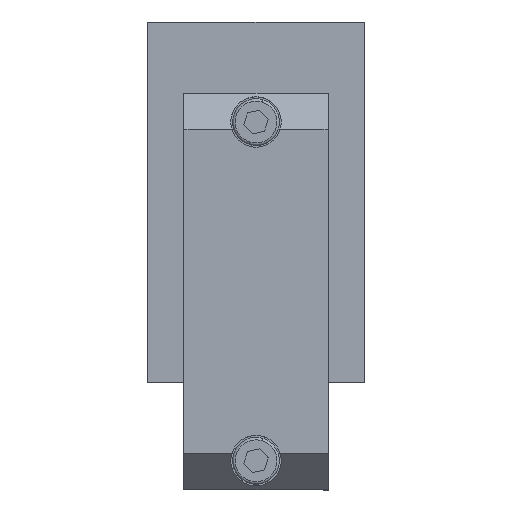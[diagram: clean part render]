
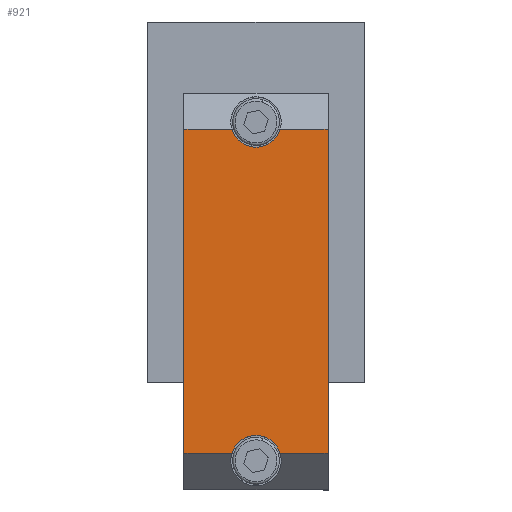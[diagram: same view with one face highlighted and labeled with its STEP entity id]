
A CAD part, top view. The second image highlights one B-rep face of the part: STEP entity #921.
In plain terms, the highlighted planar face has unit normal (0, 0, 1).
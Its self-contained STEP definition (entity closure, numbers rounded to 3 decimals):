
#62 = DIRECTION ( 'NONE',  ( 0., 0., -1. ) ) ;
#195 = AXIS2_PLACEMENT_3D ( 'NONE', #11804, #2423, #491 ) ;
#326 = LINE ( 'NONE', #2443, #13363 ) ;
#358 = EDGE_CURVE ( 'NONE', #8914, #2589, #6631, .T. ) ;
#491 = DIRECTION ( 'NONE',  ( 1., 0., 0. ) ) ;
#495 = ORIENTED_EDGE ( 'NONE', *, *, #5023, .F. ) ;
#553 = DIRECTION ( 'NONE',  ( 1., 0., 0. ) ) ;
#687 = AXIS2_PLACEMENT_3D ( 'NONE', #9393, #62, #4193 ) ;
#904 = CARTESIAN_POINT ( 'NONE',  ( -20., 80., 198.083 ) ) ;
#921 = ADVANCED_FACE ( 'NONE', ( #6229 ), #5203, .F. ) ;
#1182 = CARTESIAN_POINT ( 'NONE',  ( 0., 72., 198.083 ) ) ;
#1360 = EDGE_CURVE ( 'NONE', #8914, #12974, #4877, .T. ) ;
#1603 = AXIS2_PLACEMENT_3D ( 'NONE', #1182, #8403, #3148 ) ;
#1623 = DIRECTION ( 'NONE',  ( -1., 0., 0. ) ) ;
#1748 = VERTEX_POINT ( 'NONE', #8841 ) ;
#1769 = VECTOR ( 'NONE', #553, 1000. ) ;
#2038 = ORIENTED_EDGE ( 'NONE', *, *, #7462, .T. ) ;
#2084 = CARTESIAN_POINT ( 'NONE',  ( -6.708, -20., 198.083 ) ) ;
#2231 = VERTEX_POINT ( 'NONE', #7794 ) ;
#2423 = DIRECTION ( 'NONE',  ( 0., 0., 1. ) ) ;
#2443 = CARTESIAN_POINT ( 'NONE',  ( 20., -20., 198.083 ) ) ;
#2566 = CARTESIAN_POINT ( 'NONE',  ( 20., -20., 198.083 ) ) ;
#2589 = VERTEX_POINT ( 'NONE', #10166 ) ;
#2665 = LINE ( 'NONE', #5803, #5165 ) ;
#2698 = VERTEX_POINT ( 'NONE', #5937 ) ;
#3148 = DIRECTION ( 'NONE',  ( 1., 0., 0. ) ) ;
#3323 = CARTESIAN_POINT ( 'NONE',  ( 20., 70., 198.083 ) ) ;
#3589 = LINE ( 'NONE', #2566, #1769 ) ;
#4193 = DIRECTION ( 'NONE',  ( 0., 1., 0. ) ) ;
#4212 = DIRECTION ( 'NONE',  ( -1., 0., 0. ) ) ;
#4411 = ORIENTED_EDGE ( 'NONE', *, *, #358, .F. ) ;
#4694 = EDGE_CURVE ( 'NONE', #2231, #2698, #2665, .T. ) ;
#4877 = LINE ( 'NONE', #13194, #12466 ) ;
#5023 = EDGE_CURVE ( 'NONE', #12448, #9198, #6677, .T. ) ;
#5165 = VECTOR ( 'NONE', #1623, 1000. ) ;
#5179 = ORIENTED_EDGE ( 'NONE', *, *, #11396, .T. ) ;
#5203 = PLANE ( 'NONE',  #687 ) ;
#5803 = CARTESIAN_POINT ( 'NONE',  ( 20., 70., 198.083 ) ) ;
#5893 = ORIENTED_EDGE ( 'NONE', *, *, #1360, .T. ) ;
#5937 = CARTESIAN_POINT ( 'NONE',  ( -20., 70., 198.083 ) ) ;
#6149 = LINE ( 'NONE', #904, #8312 ) ;
#6229 = FACE_OUTER_BOUND ( 'NONE', #7915, .T. ) ;
#6491 = DIRECTION ( 'NONE',  ( 1., 0., 0. ) ) ;
#6631 = LINE ( 'NONE', #10824, #6715 ) ;
#6677 = CIRCLE ( 'NONE', #195, 7. ) ;
#6715 = VECTOR ( 'NONE', #9793, 1000. ) ;
#7037 = DIRECTION ( 'NONE',  ( 0., -1., 0. ) ) ;
#7462 = EDGE_CURVE ( 'NONE', #12448, #2589, #3589, .T. ) ;
#7794 = CARTESIAN_POINT ( 'NONE',  ( -6.708, 70., 198.083 ) ) ;
#7915 = EDGE_LOOP ( 'NONE', ( #5179, #12729, #495, #2038, #4411, #5893, #9617, #10460 ) ) ;
#8312 = VECTOR ( 'NONE', #7037, 1000. ) ;
#8337 = CARTESIAN_POINT ( 'NONE',  ( 6.708, 70., 198.083 ) ) ;
#8403 = DIRECTION ( 'NONE',  ( 0., 0., 1. ) ) ;
#8841 = CARTESIAN_POINT ( 'NONE',  ( -20., -20., 198.083 ) ) ;
#8914 = VERTEX_POINT ( 'NONE', #3323 ) ;
#9198 = VERTEX_POINT ( 'NONE', #2084 ) ;
#9393 = CARTESIAN_POINT ( 'NONE',  ( 20., 80., 198.083 ) ) ;
#9617 = ORIENTED_EDGE ( 'NONE', *, *, #11949, .F. ) ;
#9793 = DIRECTION ( 'NONE',  ( 0., -1., 0. ) ) ;
#9915 = CIRCLE ( 'NONE', #1603, 7. ) ;
#10166 = CARTESIAN_POINT ( 'NONE',  ( 20., -20., 198.083 ) ) ;
#10460 = ORIENTED_EDGE ( 'NONE', *, *, #4694, .T. ) ;
#10824 = CARTESIAN_POINT ( 'NONE',  ( 20., 80., 198.083 ) ) ;
#11396 = EDGE_CURVE ( 'NONE', #2698, #1748, #6149, .T. ) ;
#11804 = CARTESIAN_POINT ( 'NONE',  ( 0., -22., 198.083 ) ) ;
#11844 = EDGE_CURVE ( 'NONE', #1748, #9198, #326, .T. ) ;
#11949 = EDGE_CURVE ( 'NONE', #2231, #12974, #9915, .T. ) ;
#12448 = VERTEX_POINT ( 'NONE', #12578 ) ;
#12466 = VECTOR ( 'NONE', #4212, 1000. ) ;
#12578 = CARTESIAN_POINT ( 'NONE',  ( 6.708, -20., 198.083 ) ) ;
#12729 = ORIENTED_EDGE ( 'NONE', *, *, #11844, .T. ) ;
#12974 = VERTEX_POINT ( 'NONE', #8337 ) ;
#13194 = CARTESIAN_POINT ( 'NONE',  ( 20., 70., 198.083 ) ) ;
#13363 = VECTOR ( 'NONE', #6491, 1000. ) ;
